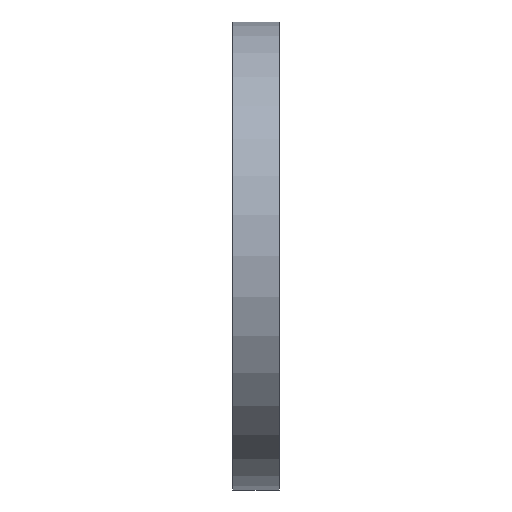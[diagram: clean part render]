
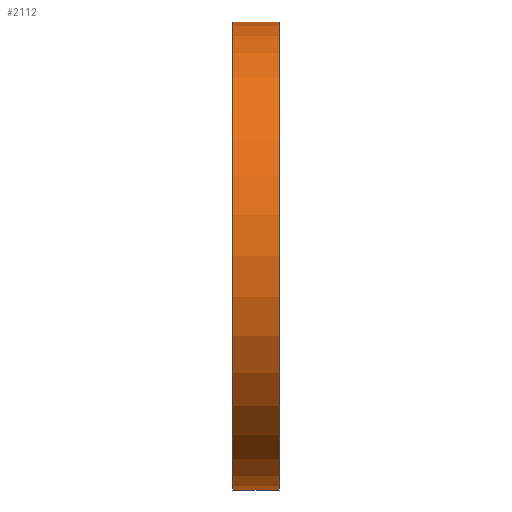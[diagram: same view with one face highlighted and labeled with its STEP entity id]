
A CAD part, left-side view. The second image highlights one B-rep face of the part: STEP entity #2112.
In plain terms, the highlighted cylindrical face has radius 25 mm (diameter 50 mm), a partial arc.
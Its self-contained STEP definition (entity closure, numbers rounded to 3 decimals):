
#231 = CIRCLE ( 'NONE', #345, 25. ) ;
#255 = LINE ( 'NONE', #2191, #2050 ) ;
#291 = AXIS2_PLACEMENT_3D ( 'NONE', #1184, #471, #2066 ) ;
#345 = AXIS2_PLACEMENT_3D ( 'NONE', #2029, #1345, #462 ) ;
#362 = VERTEX_POINT ( 'NONE', #486 ) ;
#418 = AXIS2_PLACEMENT_3D ( 'NONE', #2094, #2115, #1784 ) ;
#462 = DIRECTION ( 'NONE',  ( 0., 0., -1. ) ) ;
#471 = DIRECTION ( 'NONE',  ( 0., -1., 0. ) ) ;
#486 = CARTESIAN_POINT ( 'NONE',  ( 0., 5., -25. ) ) ;
#516 = DIRECTION ( 'NONE',  ( 0., -1., 0. ) ) ;
#630 = ORIENTED_EDGE ( 'NONE', *, *, #786, .F. ) ;
#786 = EDGE_CURVE ( 'NONE', #1450, #1939, #1465, .T. ) ;
#985 = ORIENTED_EDGE ( 'NONE', *, *, #1479, .F. ) ;
#1039 = CARTESIAN_POINT ( 'NONE',  ( 0., 0., -25. ) ) ;
#1089 = ORIENTED_EDGE ( 'NONE', *, *, #1241, .T. ) ;
#1184 = CARTESIAN_POINT ( 'NONE',  ( 0., 0., 0. ) ) ;
#1190 = CARTESIAN_POINT ( 'NONE',  ( 0., 5., -25. ) ) ;
#1241 = EDGE_CURVE ( 'NONE', #362, #1939, #1743, .T. ) ;
#1345 = DIRECTION ( 'NONE',  ( 0., -1., 0. ) ) ;
#1450 = VERTEX_POINT ( 'NONE', #1484 ) ;
#1465 = CIRCLE ( 'NONE', #291, 25. ) ;
#1479 = EDGE_CURVE ( 'NONE', #1688, #1450, #255, .T. ) ;
#1484 = CARTESIAN_POINT ( 'NONE',  ( 0., 0., 25. ) ) ;
#1574 = ORIENTED_EDGE ( 'NONE', *, *, #1952, .T. ) ;
#1661 = DIRECTION ( 'NONE',  ( 0., -1., 0. ) ) ;
#1688 = VERTEX_POINT ( 'NONE', #2249 ) ;
#1743 = LINE ( 'NONE', #1190, #1791 ) ;
#1784 = DIRECTION ( 'NONE',  ( 0., 0., -1. ) ) ;
#1791 = VECTOR ( 'NONE', #516, 1000. ) ;
#1939 = VERTEX_POINT ( 'NONE', #1039 ) ;
#1952 = EDGE_CURVE ( 'NONE', #1688, #362, #231, .T. ) ;
#1963 = FACE_OUTER_BOUND ( 'NONE', #2064, .T. ) ;
#2029 = CARTESIAN_POINT ( 'NONE',  ( 0., 5., 0. ) ) ;
#2050 = VECTOR ( 'NONE', #1661, 1000. ) ;
#2064 = EDGE_LOOP ( 'NONE', ( #985, #1574, #1089, #630 ) ) ;
#2066 = DIRECTION ( 'NONE',  ( 0., 0., -1. ) ) ;
#2094 = CARTESIAN_POINT ( 'NONE',  ( 0., 5., 0. ) ) ;
#2104 = CYLINDRICAL_SURFACE ( 'NONE', #418, 25. ) ;
#2112 = ADVANCED_FACE ( 'NONE', ( #1963 ), #2104, .T. ) ;
#2115 = DIRECTION ( 'NONE',  ( 0., -1., 0. ) ) ;
#2191 = CARTESIAN_POINT ( 'NONE',  ( 0., 5., 25. ) ) ;
#2249 = CARTESIAN_POINT ( 'NONE',  ( 0., 5., 25. ) ) ;
